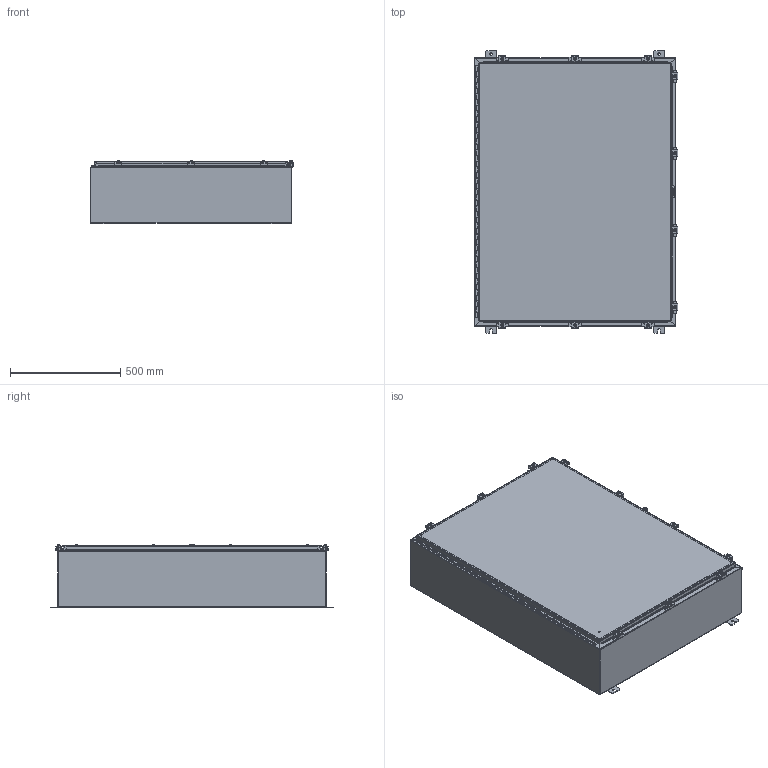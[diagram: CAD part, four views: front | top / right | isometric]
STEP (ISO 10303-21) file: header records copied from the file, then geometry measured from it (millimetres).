
FILE_DESCRIPTION((''),'2;1');
FILE_NAME('SSN4483610.iam.stp','2012-02-14T08:00:41',(''),(''),'Autodesk Inventor 2012','Autodesk Inventor 2012','');
FILE_SCHEMA(('AUTOMOTIVE_DESIGN { 1 0 10303 214 1 1 1 1 }'));
Length unit declared in the file: inch
Products named in the file (20): SSN4483610; SSN4483610LRS; 34871; 38412; SSN4483610BTB; 38846; 32912; 46x34; SSN44836LID; 32874-48; 32874-48T; 32874-48L; 32874-48P; 38859; 30824; 30824-1; HFW30825-2; HFW30825-3; HFW30825-4; 30818
Assembly tree (48 placements, depth 3):
  SSN4483610
    SSN4483610LRS  x2
    34871  x4
    38412
    SSN4483610BTB
    38846
    32912
    46x34
    SSN44836LID
    32874-48
      32874-48T
      32874-48L
      32874-48P
    38859  x8
    30824  x10
      30824-1
      HFW30825-2
      HFW30825-3
      HFW30825-4
    30818  x10
Bounding box: 922.29 x 1282.7 x 288.42 mm (x, y, z)
Volume: 7181017.8 mm3; surface area: 7497469.1 mm2
Topology: 73 solids, 73 shells, 2160 faces, 5555 edges, 3613 vertices
Faces by surface type: plane 1167, cylinder 690, bspline 149, torus 64, sphere 60, cone 30
Full cylindrical faces by diameter (mm): 2.794 x46, 3.048 x1, 3.967 x1, 5.359 x10, 6.35 x11, 7.137 x10, 8.382 x16, 8.56 x1, 8.89 x10, 11.125 x4, 12.7 x11, 13.208 x10, 15.875 x8
Entity records: 30577 total; most frequent: CARTESIAN_POINT 7199, DIRECTION 4606, ORIENTED_EDGE 4588, EDGE_CURVE 2294, VECTOR 1608, LINE 1608, VERTEX_POINT 1510, AXIS2_PLACEMENT_3D 1499
